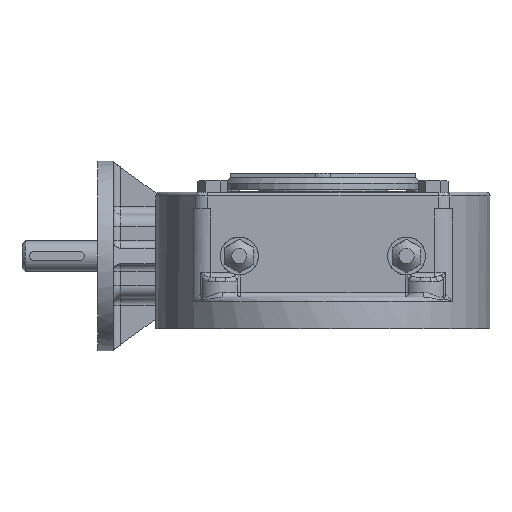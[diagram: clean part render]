
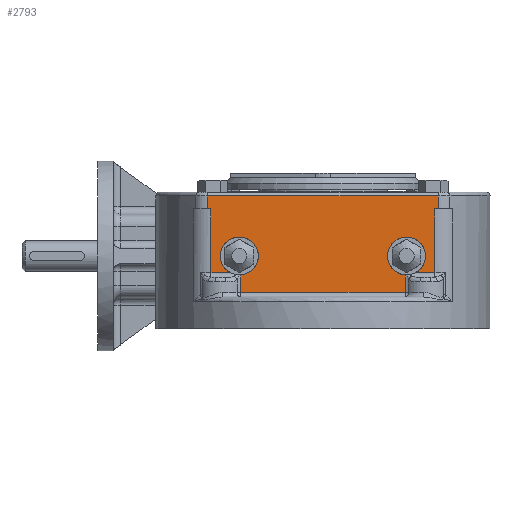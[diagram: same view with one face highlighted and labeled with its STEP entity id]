
A CAD part, left-side view. The second image highlights one B-rep face of the part: STEP entity #2793.
In plain terms, the highlighted planar face has unit normal (-1, 0, 0).
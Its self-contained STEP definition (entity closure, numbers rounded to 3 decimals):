
#2793 = ADVANCED_FACE( '', ( #6339 ), #6340, .F. );
#6339 = FACE_OUTER_BOUND( '', #12202, .T. );
#6340 = PLANE( '', #12203 );
#12202 = EDGE_LOOP( '', ( #22336, #22337, #22338, #22339, #22340, #22341, #22342, #22343, #22344, #22345, #22346, #22347, #22348, #22349 ) );
#12203 = AXIS2_PLACEMENT_3D( '', #22350, #22351, #22352 );
#22336 = ORIENTED_EDGE( '', *, *, #31186, .T. );
#22337 = ORIENTED_EDGE( '', *, *, #31187, .F. );
#22338 = ORIENTED_EDGE( '', *, *, #31188, .T. );
#22339 = ORIENTED_EDGE( '', *, *, #29954, .T. );
#22340 = ORIENTED_EDGE( '', *, *, #28033, .T. );
#22341 = ORIENTED_EDGE( '', *, *, #30909, .F. );
#22342 = ORIENTED_EDGE( '', *, *, #30188, .T. );
#22343 = ORIENTED_EDGE( '', *, *, #28977, .T. );
#22344 = ORIENTED_EDGE( '', *, *, #31189, .F. );
#22345 = ORIENTED_EDGE( '', *, *, #28161, .T. );
#22346 = ORIENTED_EDGE( '', *, *, #29863, .T. );
#22347 = ORIENTED_EDGE( '', *, *, #31190, .T. );
#22348 = ORIENTED_EDGE( '', *, *, #31191, .F. );
#22349 = ORIENTED_EDGE( '', *, *, #31192, .T. );
#22350 = CARTESIAN_POINT( '', ( -75., 80.467, 82. ) );
#22351 = DIRECTION( '', ( 1., 0., 0. ) );
#22352 = DIRECTION( '', ( 0., 0., -1. ) );
#28033 = EDGE_CURVE( '', #32639, #32640, #32641, .T. );
#28161 = EDGE_CURVE( '', #32861, #32867, #32869, .T. );
#28977 = EDGE_CURVE( '', #34301, #34298, #34302, .T. );
#29863 = EDGE_CURVE( '', #32867, #35721, #35722, .T. );
#29954 = EDGE_CURVE( '', #35860, #32639, #35866, .T. );
#30188 = EDGE_CURVE( '', #36213, #34301, #36217, .T. );
#30909 = EDGE_CURVE( '', #36213, #32640, #37267, .T. );
#31186 = EDGE_CURVE( '', #36124, #37620, #37621, .F. );
#31187 = EDGE_CURVE( '', #37622, #37620, #37623, .T. );
#31188 = EDGE_CURVE( '', #37622, #35860, #37624, .F. );
#31189 = EDGE_CURVE( '', #32861, #34298, #37625, .T. );
#31190 = EDGE_CURVE( '', #35721, #37626, #37627, .F. );
#31191 = EDGE_CURVE( '', #37628, #37626, #37629, .T. );
#31192 = EDGE_CURVE( '', #37628, #36124, #37630, .T. );
#32639 = VERTEX_POINT( '', #39366 );
#32640 = VERTEX_POINT( '', #39367 );
#32641 = LINE( '', #39368, #39369 );
#32861 = VERTEX_POINT( '', #39903 );
#32867 = VERTEX_POINT( '', #39913 );
#32869 = LINE( '', #39915, #39916 );
#34298 = VERTEX_POINT( '', #42797 );
#34301 = VERTEX_POINT( '', #42807 );
#34302 = LINE( '', #42808, #42809 );
#35721 = VERTEX_POINT( '', #45524 );
#35722 = LINE( '', #45525, #45526 );
#35860 = VERTEX_POINT( '', #45823 );
#35866 = LINE( '', #45830, #45831 );
#36124 = VERTEX_POINT( '', #46437 );
#36213 = VERTEX_POINT( '', #46582 );
#36217 = LINE( '', #46588, #46589 );
#37267 = LINE( '', #48863, #48864 );
#37620 = VERTEX_POINT( '', #49619 );
#37621 = LINE( '', #49620, #49621 );
#37622 = VERTEX_POINT( '', #49622 );
#37623 = LINE( '', #49623, #49624 );
#37624 = LINE( '', #49625, #49626 );
#37625 = CIRCLE( '', #49627, 12.5 );
#37626 = VERTEX_POINT( '', #49628 );
#37627 = LINE( '', #49629, #49630 );
#37628 = VERTEX_POINT( '', #49631 );
#37629 = CIRCLE( '', #49632, 12.5 );
#37630 = LINE( '', #49633, #49634 );
#39366 = CARTESIAN_POINT( '', ( -75., 75.993, 87.49 ) );
#39367 = CARTESIAN_POINT( '', ( -75., 75.993, 78.99 ) );
#39368 = CARTESIAN_POINT( '', ( -75., 75.993, 392.439 ) );
#39369 = VECTOR( '', #52643, 1000. );
#39903 = CARTESIAN_POINT( '', ( -75., 54.1, 35.532 ) );
#39913 = CARTESIAN_POINT( '', ( -75., 54.1, 24. ) );
#39915 = CARTESIAN_POINT( '', ( -75., 54.1, 82. ) );
#39916 = VECTOR( '', #52782, 1000. );
#42797 = CARTESIAN_POINT( '', ( -75., 60.937, 37. ) );
#42807 = CARTESIAN_POINT( '', ( -75., 73.655, 37. ) );
#42808 = CARTESIAN_POINT( '', ( -75., 55.626, 37. ) );
#42809 = VECTOR( '', #53740, 1000. );
#45524 = CARTESIAN_POINT( '', ( -75., -54.1, 24. ) );
#45525 = CARTESIAN_POINT( '', ( -75., 80.467, 24. ) );
#45526 = VECTOR( '', #54781, 1000. );
#45823 = CARTESIAN_POINT( '', ( -75., -75.993, 87.49 ) );
#45830 = CARTESIAN_POINT( '', ( -75., 75.993, 87.49 ) );
#45831 = VECTOR( '', #54888, 1000. );
#46437 = CARTESIAN_POINT( '', ( -75., -73.655, 37. ) );
#46582 = CARTESIAN_POINT( '', ( -75., 73.655, 78.99 ) );
#46588 = CARTESIAN_POINT( '', ( -75., 73.655, 82. ) );
#46589 = VECTOR( '', #55123, 1000. );
#48863 = CARTESIAN_POINT( '', ( -75., -80.467, 78.99 ) );
#48864 = VECTOR( '', #55877, 1000. );
#49619 = CARTESIAN_POINT( '', ( -75., -73.655, 78.99 ) );
#49620 = CARTESIAN_POINT( '', ( -75., -73.655, 82. ) );
#49621 = VECTOR( '', #56119, 1000. );
#49622 = CARTESIAN_POINT( '', ( -75., -75.993, 78.99 ) );
#49623 = CARTESIAN_POINT( '', ( -75., -80.467, 78.99 ) );
#49624 = VECTOR( '', #56120, 1000. );
#49625 = CARTESIAN_POINT( '', ( -75., -75.993, 392.439 ) );
#49626 = VECTOR( '', #56121, 1000. );
#49627 = AXIS2_PLACEMENT_3D( '', #56122, #56123, #56124 );
#49628 = CARTESIAN_POINT( '', ( -75., -54.1, 35.532 ) );
#49629 = CARTESIAN_POINT( '', ( -75., -54.1, 82. ) );
#49630 = VECTOR( '', #56125, 1000. );
#49631 = CARTESIAN_POINT( '', ( -75., -60.937, 37. ) );
#49632 = AXIS2_PLACEMENT_3D( '', #56126, #56127, #56128 );
#49633 = CARTESIAN_POINT( '', ( -75., -73.655, 37. ) );
#49634 = VECTOR( '', #56129, 1000. );
#52643 = DIRECTION( '', ( 0., 0., -1. ) );
#52782 = DIRECTION( '', ( 0., 0., -1. ) );
#53740 = DIRECTION( '', ( 0., -1., 0. ) );
#54781 = DIRECTION( '', ( 0., -1., 0. ) );
#54888 = DIRECTION( '', ( 0., 1., 0. ) );
#55123 = DIRECTION( '', ( 0., 0., -1. ) );
#55877 = DIRECTION( '', ( 0., 1., 0. ) );
#56119 = DIRECTION( '', ( 0., 0., -1. ) );
#56120 = DIRECTION( '', ( 0., 1., 0. ) );
#56121 = DIRECTION( '', ( 0., 0., -1. ) );
#56122 = CARTESIAN_POINT( '', ( -75., 55., 48. ) );
#56123 = DIRECTION( '', ( -1., 0., 0. ) );
#56124 = DIRECTION( '', ( 0., 0., 1. ) );
#56125 = DIRECTION( '', ( 0., 0., -1. ) );
#56126 = CARTESIAN_POINT( '', ( -75., -55., 48. ) );
#56127 = DIRECTION( '', ( -1., 0., 0. ) );
#56128 = DIRECTION( '', ( 0., 0., 1. ) );
#56129 = DIRECTION( '', ( 0., -1., 0. ) );
